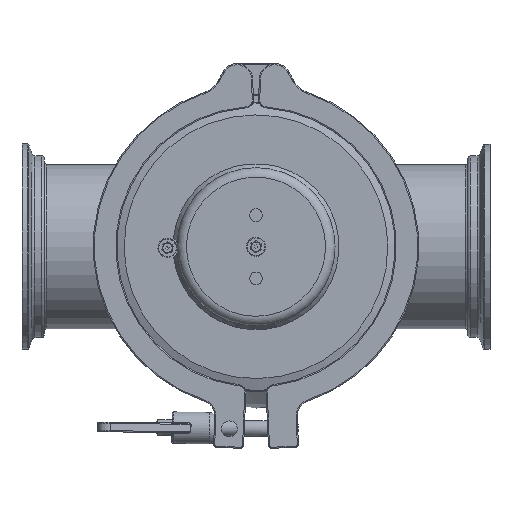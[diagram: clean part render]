
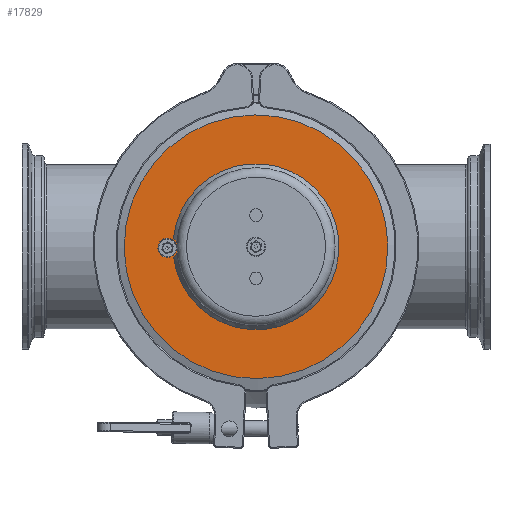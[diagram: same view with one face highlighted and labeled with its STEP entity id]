
A CAD part, front view. The second image highlights one B-rep face of the part: STEP entity #17829.
In plain terms, the highlighted planar face has unit normal (0, -1, 0).
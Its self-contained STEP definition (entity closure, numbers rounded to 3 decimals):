
#603=FACE_BOUND('',#4069,.T.);
#604=FACE_BOUND('',#4070,.T.);
#712=PLANE('',#19130);
#3011=FACE_OUTER_BOUND('',#4068,.T.);
#4068=EDGE_LOOP('',(#11694,#11695));
#4069=EDGE_LOOP('',(#11696,#11697));
#4070=EDGE_LOOP('',(#11698,#11699));
#5186=CIRCLE('',#18965,3.846);
#5187=CIRCLE('',#18966,3.846);
#5298=CIRCLE('',#19124,7.);
#5303=CIRCLE('',#19131,83.395);
#5304=CIRCLE('',#19132,83.395);
#5305=CIRCLE('',#19133,52.5);
#6720=VERTEX_POINT('',#27393);
#6721=VERTEX_POINT('',#27394);
#6828=VERTEX_POINT('',#27790);
#6830=VERTEX_POINT('',#27799);
#6834=VERTEX_POINT('',#27817);
#6835=VERTEX_POINT('',#27818);
#8492=EDGE_CURVE('',#6720,#6721,#5186,.T.);
#8493=EDGE_CURVE('',#6721,#6720,#5187,.T.);
#8643=EDGE_CURVE('',#6828,#6830,#5298,.T.);
#8649=EDGE_CURVE('',#6834,#6835,#5303,.T.);
#8650=EDGE_CURVE('',#6835,#6834,#5304,.T.);
#8651=EDGE_CURVE('',#6830,#6828,#5305,.T.);
#11694=ORIENTED_EDGE('',*,*,#8649,.F.);
#11695=ORIENTED_EDGE('',*,*,#8650,.F.);
#11696=ORIENTED_EDGE('',*,*,#8492,.T.);
#11697=ORIENTED_EDGE('',*,*,#8493,.T.);
#11698=ORIENTED_EDGE('',*,*,#8651,.T.);
#11699=ORIENTED_EDGE('',*,*,#8643,.T.);
#17829=ADVANCED_FACE('',(#3011,#603,#604),#712,.T.);
#18965=AXIS2_PLACEMENT_3D('',#27395,#21689,#21690);
#18966=AXIS2_PLACEMENT_3D('',#27396,#21691,#21692);
#19124=AXIS2_PLACEMENT_3D('',#27806,#22038,#22039);
#19130=AXIS2_PLACEMENT_3D('',#27816,#22051,#22052);
#19131=AXIS2_PLACEMENT_3D('',#27819,#22053,#22054);
#19132=AXIS2_PLACEMENT_3D('',#27820,#22055,#22056);
#19133=AXIS2_PLACEMENT_3D('',#27821,#22057,#22058);
#21689=DIRECTION('center_axis',(0.,1.,0.));
#21690=DIRECTION('ref_axis',(0.783,0.,-0.622));
#21691=DIRECTION('center_axis',(0.,1.,0.));
#21692=DIRECTION('ref_axis',(0.783,0.,-0.622));
#22038=DIRECTION('center_axis',(0.,-1.,0.));
#22039=DIRECTION('ref_axis',(-0.012,0.,
1.));
#22051=DIRECTION('center_axis',(0.,-1.,0.));
#22052=DIRECTION('ref_axis',(1.,0.,0.012));
#22053=DIRECTION('center_axis',(0.,1.,0.));
#22054=DIRECTION('ref_axis',(-0.012,0.,
1.));
#22055=DIRECTION('center_axis',(0.,1.,0.));
#22056=DIRECTION('ref_axis',(-0.012,0.,
1.));
#22057=DIRECTION('center_axis',(0.,1.,0.));
#22058=DIRECTION('ref_axis',(-0.012,0.,
1.));
#27393=CARTESIAN_POINT('',(-52.983,-76.,-3.088));
#27394=CARTESIAN_POINT('',(-59.008,-76.,1.695));
#27395=CARTESIAN_POINT('Origin',(-55.996,-76.,-0.697));
#27396=CARTESIAN_POINT('Origin',(-55.996,-76.,-0.697));
#27790=CARTESIAN_POINT('',(-52.095,-76.,-6.509));
#27799=CARTESIAN_POINT('',(-52.241,-76.,5.211));
#27806=CARTESIAN_POINT('Origin',(-55.996,-76.,-0.697));
#27816=CARTESIAN_POINT('Origin',(-0.845,-76.,67.942));
#27817=CARTESIAN_POINT('',(-1.037,-76.,83.388));
#27818=CARTESIAN_POINT('',(1.037,-76.,-83.388));
#27819=CARTESIAN_POINT('Origin',(0.,-76.,0.));
#27820=CARTESIAN_POINT('Origin',(0.,-76.,0.));
#27821=CARTESIAN_POINT('Origin',(0.,-76.,0.));
